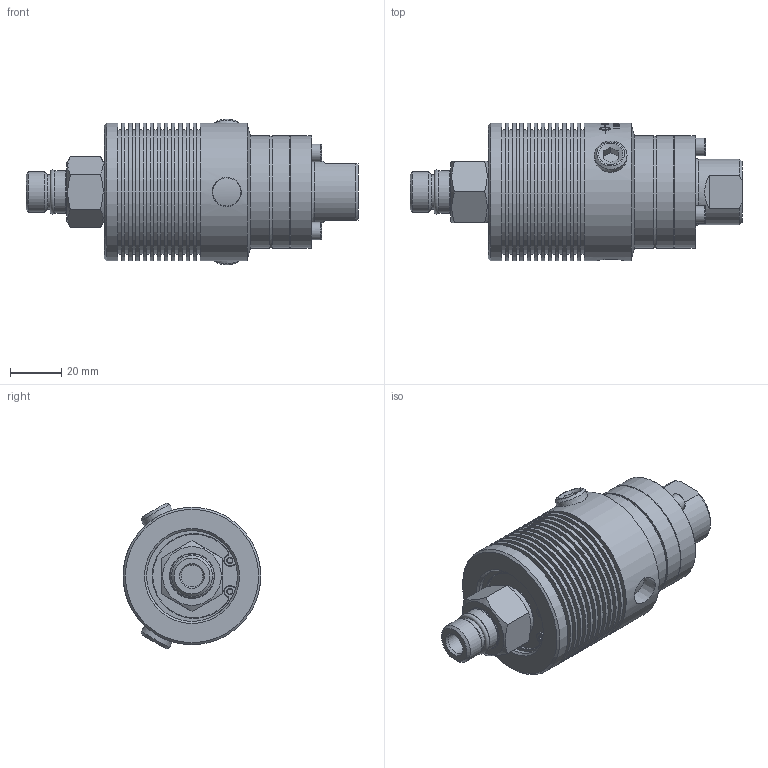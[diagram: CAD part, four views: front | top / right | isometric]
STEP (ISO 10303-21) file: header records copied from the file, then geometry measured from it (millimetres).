
FILE_DESCRIPTION(/* description */ (''),/* implementation_level */ '2;1');
FILE_NAME(/* name */ '1109-014-196-IC.stp',/* time_stamp */ '2020-05-21T10:40:35-05:00',/* author */ ('dyurkovich'),/* organization */ (''),/* preprocessor_version */ 'ST-DEVELOPER v18',/* originating_system */ 'Autodesk Inventor 2020',/* authorisation */ '');
FILE_SCHEMA (('AUTOMOTIVE_DESIGN { 1 0 10303 214 3 1 1 }'));
Products named in the file (1): 1109-014-196-IC
Bounding box: 128.97 x 53.45 x 56.51 mm (x, y, z)
Volume: 167979.8 mm3; surface area: 34309.3 mm2
Topology: 2 solids, 2 shells, 497 faces, 1290 edges, 882 vertices
Faces by surface type: plane 187, bspline 166, cylinder 94, torus 27, cone 23
Full cylindrical faces by diameter (mm): 2 x2, 6.86 x3, 7.2 x3, 8.5 x1, 10.719 x1, 13.5 x1, 15.839 x1, 16.649 x1, 18.16 x1, 18.72 x1, 21.4 x1, 25.4 x1, 35.27 x1, 37.25 x1, 43.6 x3, 48.3 x12, 53.45 x13
Entity records: 55809 total; most frequent: CARTESIAN_POINT 43849, ORIENTED_EDGE 2580, DIRECTION 2146, EDGE_CURVE 1290, VERTEX_POINT 882, AXIS2_PLACEMENT_3D 830, EDGE_LOOP 586, FACE_OUTER_BOUND 497
